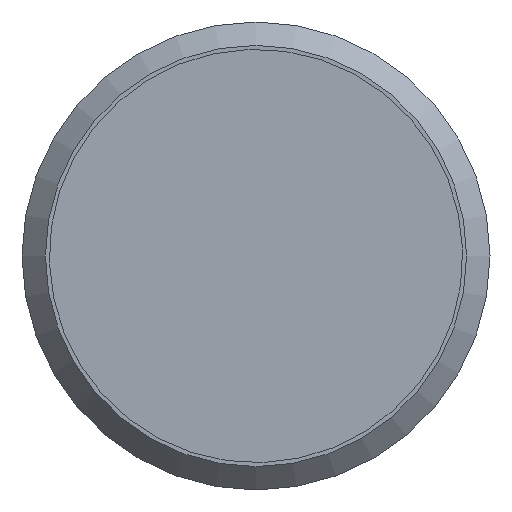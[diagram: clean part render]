
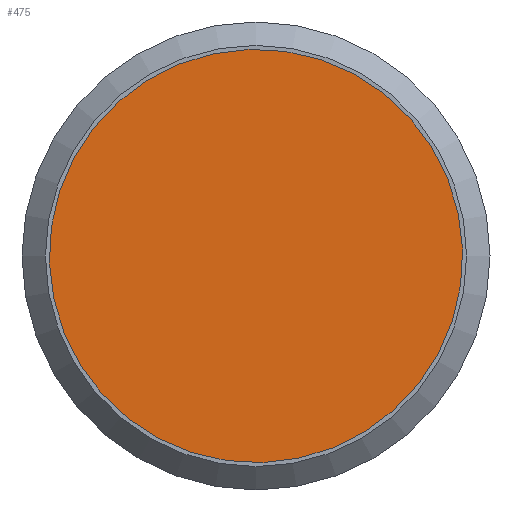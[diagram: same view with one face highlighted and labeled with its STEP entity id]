
A CAD part, front view. The second image highlights one B-rep face of the part: STEP entity #475.
In plain terms, the highlighted planar face has unit normal (0, -1, 0).
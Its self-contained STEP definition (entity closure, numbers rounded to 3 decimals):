
#34=PLANE('',#550);
#58=FACE_OUTER_BOUND('',#89,.T.);
#89=EDGE_LOOP('',(#388));
#123=CIRCLE('',#548,5.3);
#216=VERTEX_POINT('',#892);
#274=EDGE_CURVE('',#216,#216,#123,.T.);
#388=ORIENTED_EDGE('',*,*,#274,.T.);
#475=ADVANCED_FACE('',(#58),#34,.T.);
#548=AXIS2_PLACEMENT_3D('',#893,#677,#678);
#550=AXIS2_PLACEMENT_3D('',#897,#682,#683);
#677=DIRECTION('center_axis',(0.,-1.,0.));
#678=DIRECTION('ref_axis',(0.99,0.,-0.14));
#682=DIRECTION('center_axis',(0.,-1.,0.));
#683=DIRECTION('ref_axis',(-0.14,0.,-0.99));
#892=CARTESIAN_POINT('',(-5.248,-8.,0.743));
#893=CARTESIAN_POINT('Origin',(0.,-8.,0.));
#897=CARTESIAN_POINT('Origin',(2.624,-8.,-0.372));
